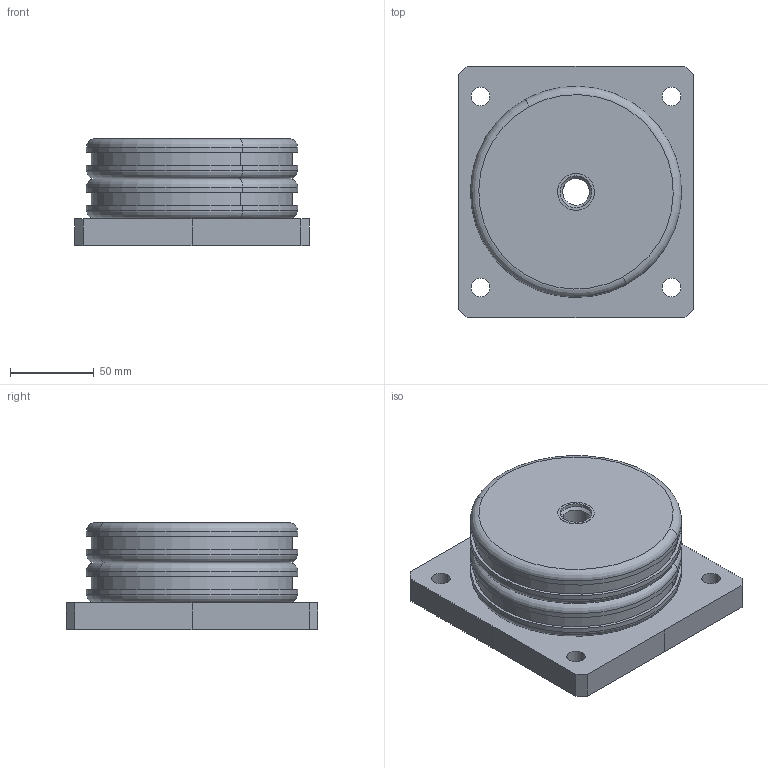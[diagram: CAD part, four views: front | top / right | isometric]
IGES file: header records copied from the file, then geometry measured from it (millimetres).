
Start section: START RECORD GO HERE.
Global section: file name: V120-D2 (V120).igs; native system: IBM CATIA IGES - CATIA Version 5 Release 19 ; preprocessor: CATIA Version 5 Release 19 ; author: CatiaV5; organization: LEV3; date: 20101220.101522; units: millimetre
Bounding box: 140 x 150 x 63.9 mm (x, y, z)
Surface area: 185372.6 mm2 (no closed solid volume)
Topology: 0 solids, 0 shells, 171 faces, 724 edges, 724 vertices
Faces by surface type: revolution 130, plane 41
